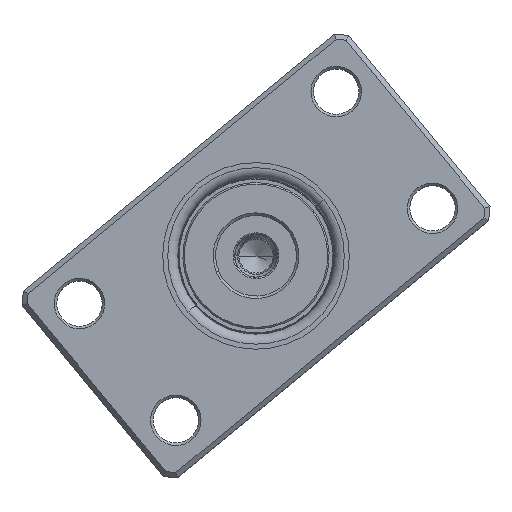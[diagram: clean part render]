
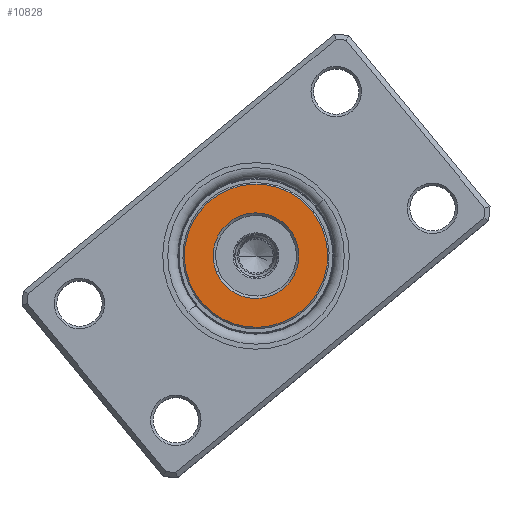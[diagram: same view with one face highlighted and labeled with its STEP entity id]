
A CAD part, top view. The second image highlights one B-rep face of the part: STEP entity #10828.
In plain terms, the highlighted face is planar.
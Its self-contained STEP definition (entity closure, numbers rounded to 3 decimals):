
#112 = EDGE_CURVE ( 'NONE', #17499, #40544, #18268, .T. ) ;
#781 = FACE_BOUND ( 'NONE', #18660, .T. ) ;
#4374 = AXIS2_PLACEMENT_3D ( 'NONE', #6871, #38089, #41426 ) ;
#4919 = CARTESIAN_POINT ( 'NONE',  ( 0., 0., 0. ) ) ;
#5367 = DIRECTION ( 'NONE',  ( 0., 0., 1. ) ) ;
#6871 = CARTESIAN_POINT ( 'NONE',  ( 0., 0., 0. ) ) ;
#8971 = CIRCLE ( 'NONE', #34865, 8.5 ) ;
#9039 = DIRECTION ( 'NONE',  ( 0., 0., -1. ) ) ;
#9889 = PLANE ( 'NONE',  #42133 ) ;
#10360 = CARTESIAN_POINT ( 'NONE',  ( -8.5, 0., 0. ) ) ;
#10828 = ADVANCED_FACE ( 'NONE', ( #31571, #781 ), #9889, .F. ) ;
#13857 = CIRCLE ( 'NONE', #39727, 14.2 ) ;
#16376 = CARTESIAN_POINT ( 'NONE',  ( 8.5, 0., 0. ) ) ;
#16646 = DIRECTION ( 'NONE',  ( 0., 0., 1. ) ) ;
#17296 = EDGE_CURVE ( 'NONE', #41547, #38789, #17870, .T. ) ;
#17499 = VERTEX_POINT ( 'NONE', #10360 ) ;
#17870 = CIRCLE ( 'NONE', #27995, 14.2 ) ;
#18268 = CIRCLE ( 'NONE', #4374, 8.5 ) ;
#18660 = EDGE_LOOP ( 'NONE', ( #41834, #26620 ) ) ;
#18935 = CARTESIAN_POINT ( 'NONE',  ( -14.2, 0., 0. ) ) ;
#19241 = DIRECTION ( 'NONE',  ( 1., 0., 0. ) ) ;
#24981 = CARTESIAN_POINT ( 'NONE',  ( 0., 0., 0. ) ) ;
#26591 = DIRECTION ( 'NONE',  ( 1., 0., 0. ) ) ;
#26620 = ORIENTED_EDGE ( 'NONE', *, *, #43368, .T. ) ;
#27995 = AXIS2_PLACEMENT_3D ( 'NONE', #43431, #9039, #19241 ) ;
#28167 = DIRECTION ( 'NONE',  ( 1., 0., 0. ) ) ;
#28649 = CARTESIAN_POINT ( 'NONE',  ( 14.2, 0., 0. ) ) ;
#29809 = EDGE_LOOP ( 'NONE', ( #31226, #38167 ) ) ;
#31226 = ORIENTED_EDGE ( 'NONE', *, *, #17296, .T. ) ;
#31571 = FACE_OUTER_BOUND ( 'NONE', #29809, .T. ) ;
#34865 = AXIS2_PLACEMENT_3D ( 'NONE', #4919, #5367, #35964 ) ;
#35431 = DIRECTION ( 'NONE',  ( 0., 0., -1. ) ) ;
#35964 = DIRECTION ( 'NONE',  ( 1., 0., 0. ) ) ;
#37322 = EDGE_CURVE ( 'NONE', #38789, #41547, #13857, .T. ) ;
#38089 = DIRECTION ( 'NONE',  ( 0., 0., 1. ) ) ;
#38167 = ORIENTED_EDGE ( 'NONE', *, *, #37322, .T. ) ;
#38789 = VERTEX_POINT ( 'NONE', #18935 ) ;
#39727 = AXIS2_PLACEMENT_3D ( 'NONE', #24981, #35431, #28167 ) ;
#40222 = CARTESIAN_POINT ( 'NONE',  ( 0., 0., 0. ) ) ;
#40544 = VERTEX_POINT ( 'NONE', #16376 ) ;
#41426 = DIRECTION ( 'NONE',  ( 1., 0., 0. ) ) ;
#41547 = VERTEX_POINT ( 'NONE', #28649 ) ;
#41834 = ORIENTED_EDGE ( 'NONE', *, *, #112, .T. ) ;
#42133 = AXIS2_PLACEMENT_3D ( 'NONE', #40222, #16646, #26591 ) ;
#43368 = EDGE_CURVE ( 'NONE', #40544, #17499, #8971, .T. ) ;
#43431 = CARTESIAN_POINT ( 'NONE',  ( 0., 0., 0. ) ) ;
